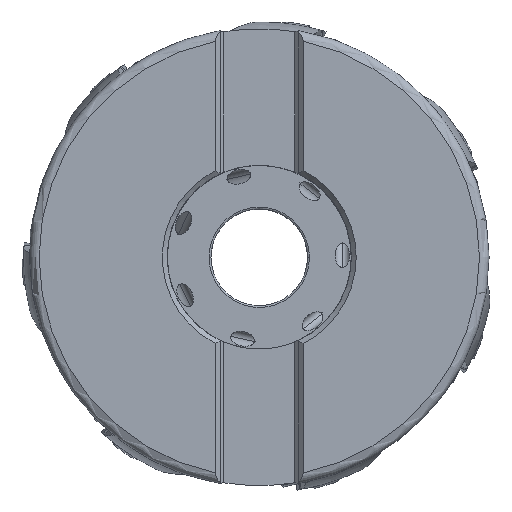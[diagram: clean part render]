
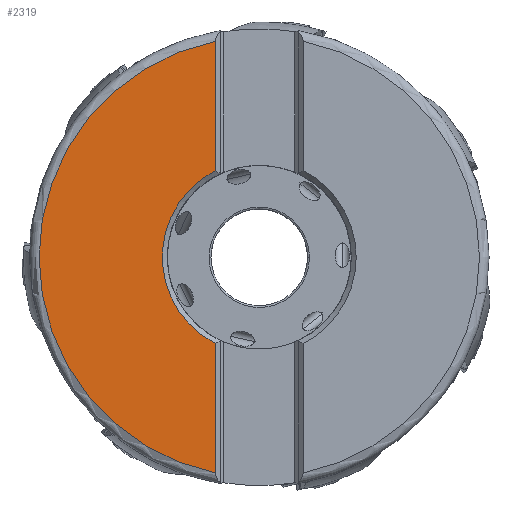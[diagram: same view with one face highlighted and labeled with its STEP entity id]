
A CAD part, top view. The second image highlights one B-rep face of the part: STEP entity #2319.
In plain terms, the highlighted planar face has unit normal (0, 0, 1).
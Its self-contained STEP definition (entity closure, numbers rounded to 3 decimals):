
#1372=PLANE('',#28163);
#2319=ADVANCED_FACE('',(#3948),#1372,.T.);
#3948=FACE_OUTER_BOUND('',#5363,.T.);
#5363=EDGE_LOOP('',(#13454,#13455,#13456,#13457));
#6935=CIRCLE('',#28159,20.085);
#6936=CIRCLE('',#28162,45.625);
#8499=LINE('',#49668,#9941);
#8500=LINE('',#49670,#9942);
#9941=VECTOR('',#32730,1.);
#9942=VECTOR('',#32733,1.);
#13454=ORIENTED_EDGE('',*,*,#22977,.T.);
#13455=ORIENTED_EDGE('',*,*,#22978,.F.);
#13456=ORIENTED_EDGE('',*,*,#22976,.T.);
#13457=ORIENTED_EDGE('',*,*,#22973,.F.);
#19941=VERTEX_POINT('',#49646);
#19942=VERTEX_POINT('',#49648);
#19943=VERTEX_POINT('',#49667);
#19944=VERTEX_POINT('',#49671);
#22973=EDGE_CURVE('',#19941,#19942,#6935,.T.);
#22976=EDGE_CURVE('',#19943,#19942,#8499,.T.);
#22977=EDGE_CURVE('',#19941,#19944,#8500,.T.);
#22978=EDGE_CURVE('',#19943,#19944,#6936,.T.);
#28159=AXIS2_PLACEMENT_3D('',#49647,#32726,#32727);
#28162=AXIS2_PLACEMENT_3D('',#49672,#32734,#32735);
#28163=AXIS2_PLACEMENT_3D('',#49673,#32736,#32737);
#32726=DIRECTION('',(0.,0.,1.));
#32727=DIRECTION('',(-0.452,0.892,0.));
#32730=DIRECTION('',(0.,1.,0.));
#32733=DIRECTION('',(0.,1.,0.));
#32734=DIRECTION('',(0.,0.,-1.));
#32735=DIRECTION('',(-0.199,-0.98,0.));
#32736=DIRECTION('',(0.,0.,1.));
#32737=DIRECTION('',(1.,0.,0.));
#49646=CARTESIAN_POINT('',(-9.075,17.918,0.));
#49647=CARTESIAN_POINT('',(0.,0.,0.));
#49648=CARTESIAN_POINT('',(-9.075,-17.918,0.));
#49667=CARTESIAN_POINT('',(-9.075,-44.713,0.));
#49668=CARTESIAN_POINT('',(-9.075,-44.713,0.));
#49670=CARTESIAN_POINT('',(-9.075,17.918,0.));
#49671=CARTESIAN_POINT('',(-9.075,44.713,0.));
#49672=CARTESIAN_POINT('',(0.,0.,0.));
#49673=CARTESIAN_POINT('',(-27.351,0.,0.));
